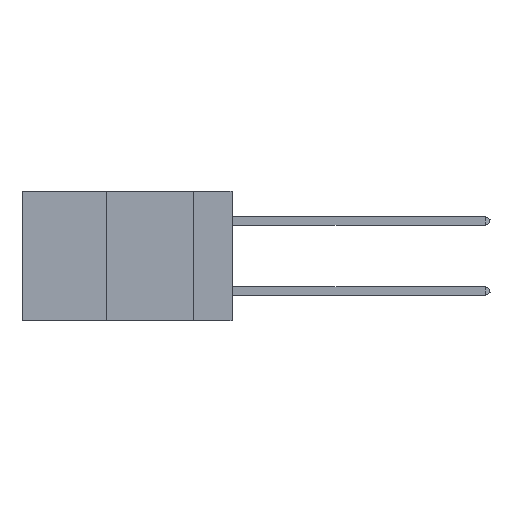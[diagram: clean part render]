
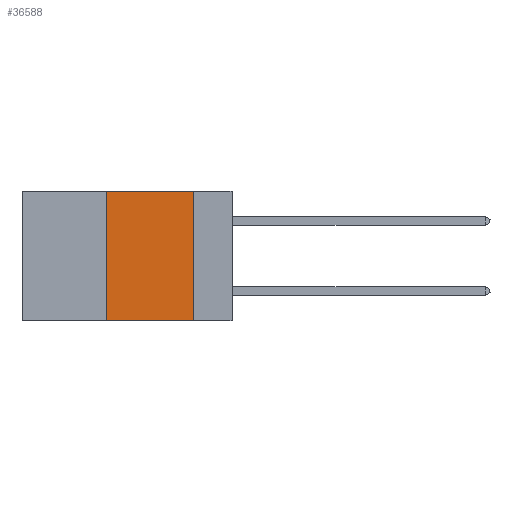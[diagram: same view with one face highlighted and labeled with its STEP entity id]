
A CAD part, left-side view. The second image highlights one B-rep face of the part: STEP entity #36588.
In plain terms, the highlighted planar face has unit normal (-1, 0, 0).
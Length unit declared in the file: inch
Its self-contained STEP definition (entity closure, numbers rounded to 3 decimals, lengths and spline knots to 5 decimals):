
#126 = DIRECTION ( 'NONE',  ( 0., -1., 0. ) ) ;
#340 = EDGE_CURVE ( 'NONE', #37038, #21189, #22423, .T. ) ;
#674 = AXIS2_PLACEMENT_3D ( 'NONE', #10259, #27516, #1874 ) ;
#1017 = EDGE_LOOP ( 'NONE', ( #4203, #16645, #23176, #12518 ) ) ;
#1164 = CARTESIAN_POINT ( 'NONE',  ( 0., 0.11, 0. ) ) ;
#1874 = DIRECTION ( 'NONE',  ( 0., 0., -1. ) ) ;
#3713 = CARTESIAN_POINT ( 'NONE',  ( 0., 0.11, 0. ) ) ;
#3869 = CARTESIAN_POINT ( 'NONE',  ( 0., 0.36, 0. ) ) ;
#4122 = DIRECTION ( 'NONE',  ( 0., 0., 1. ) ) ;
#4203 = ORIENTED_EDGE ( 'NONE', *, *, #11040, .F. ) ;
#7623 = VECTOR ( 'NONE', #4122, 39.37008 ) ;
#10259 = CARTESIAN_POINT ( 'NONE',  ( 0., 0.6, 0. ) ) ;
#11040 = EDGE_CURVE ( 'NONE', #33060, #30672, #34479, .T. ) ;
#12518 = ORIENTED_EDGE ( 'NONE', *, *, #37471, .T. ) ;
#16645 = ORIENTED_EDGE ( 'NONE', *, *, #34838, .F. ) ;
#17625 = CARTESIAN_POINT ( 'NONE',  ( 0., 0.6, -0.37 ) ) ;
#18958 = VECTOR ( 'NONE', #23815, 39.37008 ) ;
#20705 = VECTOR ( 'NONE', #24768, 39.37008 ) ;
#21189 = VERTEX_POINT ( 'NONE', #24671 ) ;
#22155 = PLANE ( 'NONE',  #674 ) ;
#22423 = LINE ( 'NONE', #3869, #7623 ) ;
#23176 = ORIENTED_EDGE ( 'NONE', *, *, #340, .F. ) ;
#23815 = DIRECTION ( 'NONE',  ( 0., -1., 0. ) ) ;
#24671 = CARTESIAN_POINT ( 'NONE',  ( 0., 0.36, 0. ) ) ;
#24768 = DIRECTION ( 'NONE',  ( 0., 0., -1. ) ) ;
#25056 = FACE_OUTER_BOUND ( 'NONE', #1017, .T. ) ;
#26168 = VECTOR ( 'NONE', #126, 39.37008 ) ;
#26984 = CARTESIAN_POINT ( 'NONE',  ( 0., 0.36, -0.37 ) ) ;
#27516 = DIRECTION ( 'NONE',  ( 1., 0., 0. ) ) ;
#29026 = CARTESIAN_POINT ( 'NONE',  ( 0., 0.11, -0.37 ) ) ;
#30672 = VERTEX_POINT ( 'NONE', #29026 ) ;
#31164 = LINE ( 'NONE', #35015, #26168 ) ;
#33060 = VERTEX_POINT ( 'NONE', #3713 ) ;
#34479 = LINE ( 'NONE', #1164, #20705 ) ;
#34611 = LINE ( 'NONE', #17625, #18958 ) ;
#34838 = EDGE_CURVE ( 'NONE', #21189, #33060, #31164, .T. ) ;
#35015 = CARTESIAN_POINT ( 'NONE',  ( 0., 0.6, 0. ) ) ;
#36588 = ADVANCED_FACE ( 'NONE', ( #25056 ), #22155, .F. ) ;
#37038 = VERTEX_POINT ( 'NONE', #26984 ) ;
#37471 = EDGE_CURVE ( 'NONE', #37038, #30672, #34611, .T. ) ;
